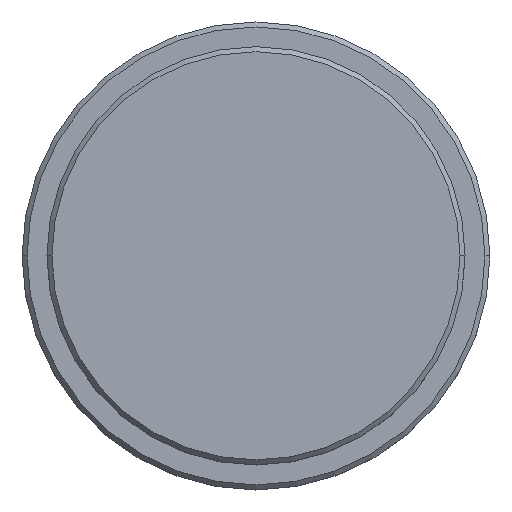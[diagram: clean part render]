
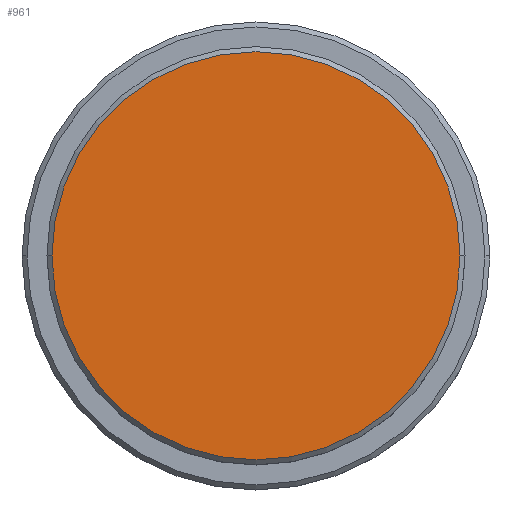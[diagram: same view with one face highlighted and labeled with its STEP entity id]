
A CAD part, top view. The second image highlights one B-rep face of the part: STEP entity #961.
In plain terms, the highlighted planar face has unit normal (0, 0, 1).
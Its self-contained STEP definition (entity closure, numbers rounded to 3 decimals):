
#95 = CARTESIAN_POINT ( 'NONE',  ( 20.5, 0., 0. ) ) ;
#108 = VERTEX_POINT ( 'NONE', #95 ) ;
#162 = ORIENTED_EDGE ( 'NONE', *, *, #481, .T. ) ;
#295 = CIRCLE ( 'NONE', #1279, 20.5 ) ;
#316 = EDGE_LOOP ( 'NONE', ( #162, #854 ) ) ;
#341 = EDGE_CURVE ( 'NONE', #108, #649, #295, .T. ) ;
#433 = AXIS2_PLACEMENT_3D ( 'NONE', #1289, #1296, #937 ) ;
#480 = AXIS2_PLACEMENT_3D ( 'NONE', #901, #1352, #902 ) ;
#481 = EDGE_CURVE ( 'NONE', #649, #108, #1041, .T. ) ;
#520 = CARTESIAN_POINT ( 'NONE',  ( 0., 0., 0. ) ) ;
#537 = DIRECTION ( 'NONE',  ( 0., 0., 1. ) ) ;
#649 = VERTEX_POINT ( 'NONE', #1141 ) ;
#854 = ORIENTED_EDGE ( 'NONE', *, *, #341, .T. ) ;
#901 = CARTESIAN_POINT ( 'NONE',  ( 0., 0., 0. ) ) ;
#902 = DIRECTION ( 'NONE',  ( 1., 0., 0. ) ) ;
#937 = DIRECTION ( 'NONE',  ( 1., 0., 0. ) ) ;
#961 = ADVANCED_FACE ( 'NONE', ( #1226 ), #1367, .T. ) ;
#966 = DIRECTION ( 'NONE',  ( 1., 0., 0. ) ) ;
#1041 = CIRCLE ( 'NONE', #433, 20.5 ) ;
#1141 = CARTESIAN_POINT ( 'NONE',  ( -20.5, 0., 0. ) ) ;
#1226 = FACE_OUTER_BOUND ( 'NONE', #316, .T. ) ;
#1279 = AXIS2_PLACEMENT_3D ( 'NONE', #520, #537, #966 ) ;
#1289 = CARTESIAN_POINT ( 'NONE',  ( 0., 0., 0. ) ) ;
#1296 = DIRECTION ( 'NONE',  ( 0., 0., 1. ) ) ;
#1352 = DIRECTION ( 'NONE',  ( 0., 0., 1. ) ) ;
#1367 = PLANE ( 'NONE',  #480 ) ;
